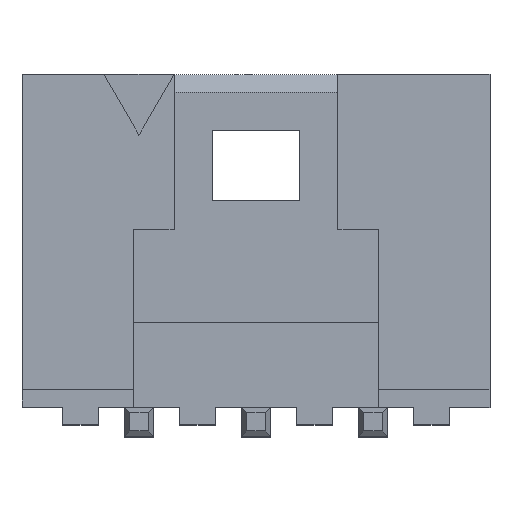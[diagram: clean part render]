
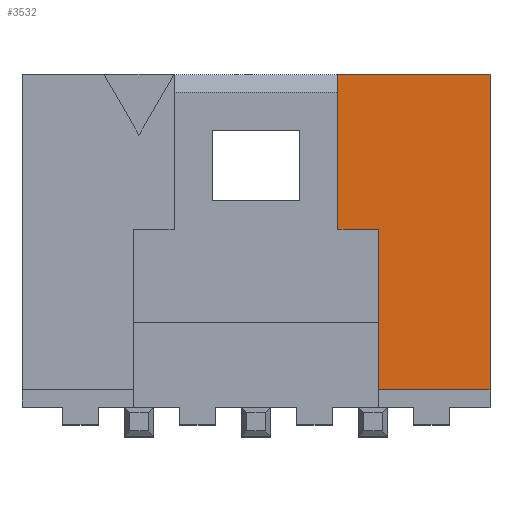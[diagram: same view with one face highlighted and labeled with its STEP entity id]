
A CAD part, top view. The second image highlights one B-rep face of the part: STEP entity #3532.
In plain terms, the highlighted planar face has unit normal (0, 0, 1).
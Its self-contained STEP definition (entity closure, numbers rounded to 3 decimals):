
#79 = VERTEX_POINT ( 'NONE', #1709 ) ;
#144 = LINE ( 'NONE', #3223, #1721 ) ;
#440 = EDGE_CURVE ( 'NONE', #608, #79, #2328, .T. ) ;
#463 = CARTESIAN_POINT ( 'NONE',  ( 1.4, 3.55, 3.05 ) ) ;
#509 = DIRECTION ( 'NONE',  ( 0., 0., -1. ) ) ;
#531 = CARTESIAN_POINT ( 'NONE',  ( 1.4, 6.2, 3.05 ) ) ;
#608 = VERTEX_POINT ( 'NONE', #531 ) ;
#628 = LINE ( 'NONE', #908, #2486 ) ;
#644 = EDGE_CURVE ( 'NONE', #2572, #608, #1852, .T. ) ;
#884 = CARTESIAN_POINT ( 'NONE',  ( 2.1, 3.55, 3.05 ) ) ;
#894 = CARTESIAN_POINT ( 'NONE',  ( 2.1, 3.55, 3.05 ) ) ;
#908 = CARTESIAN_POINT ( 'NONE',  ( 4., 0.81, 3.05 ) ) ;
#909 = VERTEX_POINT ( 'NONE', #894 ) ;
#913 = EDGE_CURVE ( 'NONE', #2573, #1819, #628, .T. ) ;
#1002 = EDGE_LOOP ( 'NONE', ( #2068, #2762, #3326, #1031, #1639, #1811 ) ) ;
#1017 = DIRECTION ( 'NONE',  ( 0., 1., 0. ) ) ;
#1031 = ORIENTED_EDGE ( 'NONE', *, *, #1741, .F. ) ;
#1036 = LINE ( 'NONE', #1514, #1210 ) ;
#1056 = VECTOR ( 'NONE', #1996, 1000. ) ;
#1210 = VECTOR ( 'NONE', #1017, 1000. ) ;
#1400 = LINE ( 'NONE', #884, #1056 ) ;
#1445 = DIRECTION ( 'NONE',  ( 1., 0., 0. ) ) ;
#1464 = DIRECTION ( 'NONE',  ( -1., 0., 0. ) ) ;
#1496 = CARTESIAN_POINT ( 'NONE',  ( 4., 6.2, 3.05 ) ) ;
#1505 = DIRECTION ( 'NONE',  ( 0., -1., 0. ) ) ;
#1514 = CARTESIAN_POINT ( 'NONE',  ( 2.1, 0., 3.05 ) ) ;
#1560 = PLANE ( 'NONE',  #2548 ) ;
#1639 = ORIENTED_EDGE ( 'NONE', *, *, #913, .F. ) ;
#1709 = CARTESIAN_POINT ( 'NONE',  ( 4., 6.2, 3.05 ) ) ;
#1721 = VECTOR ( 'NONE', #1505, 1000. ) ;
#1741 = EDGE_CURVE ( 'NONE', #1819, #909, #1036, .T. ) ;
#1811 = ORIENTED_EDGE ( 'NONE', *, *, #2299, .F. ) ;
#1819 = VERTEX_POINT ( 'NONE', #3229 ) ;
#1852 = LINE ( 'NONE', #463, #2191 ) ;
#1993 = CARTESIAN_POINT ( 'NONE',  ( 4., 0.81, 3.05 ) ) ;
#1996 = DIRECTION ( 'NONE',  ( -1., 0., 0. ) ) ;
#2068 = ORIENTED_EDGE ( 'NONE', *, *, #440, .F. ) ;
#2191 = VECTOR ( 'NONE', #2933, 1000. ) ;
#2215 = EDGE_CURVE ( 'NONE', #909, #2572, #1400, .T. ) ;
#2299 = EDGE_CURVE ( 'NONE', #79, #2573, #144, .T. ) ;
#2328 = LINE ( 'NONE', #1496, #2773 ) ;
#2411 = DIRECTION ( 'NONE',  ( -1., 0., 0. ) ) ;
#2427 = CARTESIAN_POINT ( 'NONE',  ( 1.4, 3.55, 3.05 ) ) ;
#2486 = VECTOR ( 'NONE', #1464, 1000. ) ;
#2548 = AXIS2_PLACEMENT_3D ( 'NONE', #2943, #509, #2411 ) ;
#2572 = VERTEX_POINT ( 'NONE', #2427 ) ;
#2573 = VERTEX_POINT ( 'NONE', #1993 ) ;
#2762 = ORIENTED_EDGE ( 'NONE', *, *, #644, .F. ) ;
#2773 = VECTOR ( 'NONE', #1445, 1000. ) ;
#2933 = DIRECTION ( 'NONE',  ( 0., 1., 0. ) ) ;
#2943 = CARTESIAN_POINT ( 'NONE',  ( 4., 22.46, 3.05 ) ) ;
#3223 = CARTESIAN_POINT ( 'NONE',  ( 4., 22.46, 3.05 ) ) ;
#3225 = FACE_OUTER_BOUND ( 'NONE', #1002, .T. ) ;
#3229 = CARTESIAN_POINT ( 'NONE',  ( 2.1, 0.81, 3.05 ) ) ;
#3326 = ORIENTED_EDGE ( 'NONE', *, *, #2215, .F. ) ;
#3532 = ADVANCED_FACE ( 'NONE', ( #3225 ), #1560, .F. ) ;
